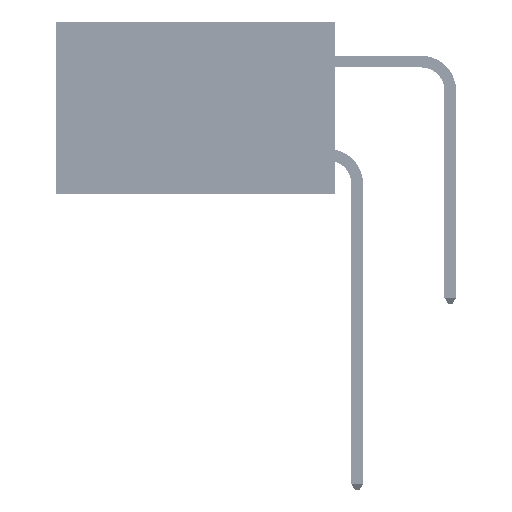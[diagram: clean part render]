
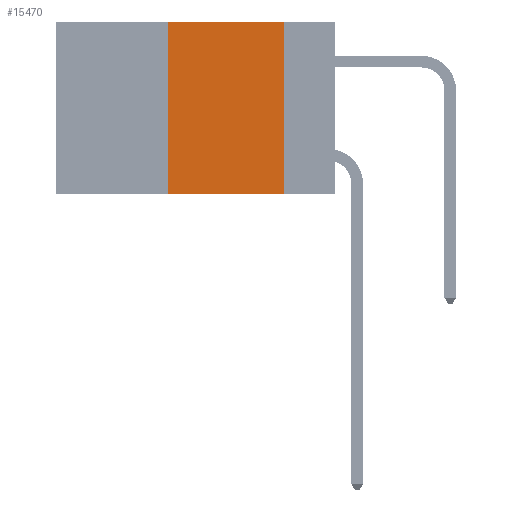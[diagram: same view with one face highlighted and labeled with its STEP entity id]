
A CAD part, left-side view. The second image highlights one B-rep face of the part: STEP entity #15470.
In plain terms, the highlighted planar face has unit normal (-1, 0, 0).
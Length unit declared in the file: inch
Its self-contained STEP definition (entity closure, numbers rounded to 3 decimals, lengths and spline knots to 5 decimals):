
#920 = ORIENTED_EDGE ( 'NONE', *, *, #33403, .T. ) ;
#2636 = VECTOR ( 'NONE', #36548, 39.37008 ) ;
#3310 = LINE ( 'NONE', #12257, #32299 ) ;
#3383 = VERTEX_POINT ( 'NONE', #50214 ) ;
#6804 = EDGE_LOOP ( 'NONE', ( #9803, #44573, #41750, #920 ) ) ;
#9306 = DIRECTION ( 'NONE',  ( 0., 0., -1. ) ) ;
#9803 = ORIENTED_EDGE ( 'NONE', *, *, #47366, .F. ) ;
#10743 = DIRECTION ( 'NONE',  ( 0., 0., 1. ) ) ;
#12257 = CARTESIAN_POINT ( 'NONE',  ( 0., 0.6, 0. ) ) ;
#13377 = EDGE_CURVE ( 'NONE', #50367, #3383, #3310, .T. ) ;
#13849 = DIRECTION ( 'NONE',  ( 0., -1., 0. ) ) ;
#15047 = CARTESIAN_POINT ( 'NONE',  ( 0., 0.36, 0. ) ) ;
#15470 = ADVANCED_FACE ( 'NONE', ( #33326 ), #24984, .F. ) ;
#18652 = VECTOR ( 'NONE', #10743, 39.37008 ) ;
#23344 = VERTEX_POINT ( 'NONE', #24863 ) ;
#24863 = CARTESIAN_POINT ( 'NONE',  ( 0., 0.11, -0.37 ) ) ;
#24984 = PLANE ( 'NONE',  #43743 ) ;
#27016 = LINE ( 'NONE', #48638, #46715 ) ;
#28417 = DIRECTION ( 'NONE',  ( 0., -1., 0. ) ) ;
#30916 = EDGE_CURVE ( 'NONE', #49671, #50367, #40821, .T. ) ;
#32299 = VECTOR ( 'NONE', #28417, 39.37008 ) ;
#33083 = CARTESIAN_POINT ( 'NONE',  ( 0., 0.6, 0. ) ) ;
#33326 = FACE_OUTER_BOUND ( 'NONE', #6804, .T. ) ;
#33403 = EDGE_CURVE ( 'NONE', #49671, #23344, #27016, .T. ) ;
#34333 = CARTESIAN_POINT ( 'NONE',  ( 0., 0.36, 0. ) ) ;
#36548 = DIRECTION ( 'NONE',  ( 0., 0., -1. ) ) ;
#37030 = DIRECTION ( 'NONE',  ( 1., 0., 0. ) ) ;
#40821 = LINE ( 'NONE', #34333, #18652 ) ;
#41005 = CARTESIAN_POINT ( 'NONE',  ( 0., 0.11, 0. ) ) ;
#41750 = ORIENTED_EDGE ( 'NONE', *, *, #30916, .F. ) ;
#43743 = AXIS2_PLACEMENT_3D ( 'NONE', #33083, #37030, #9306 ) ;
#43954 = LINE ( 'NONE', #41005, #2636 ) ;
#44573 = ORIENTED_EDGE ( 'NONE', *, *, #13377, .F. ) ;
#45924 = CARTESIAN_POINT ( 'NONE',  ( 0., 0.36, -0.37 ) ) ;
#46715 = VECTOR ( 'NONE', #13849, 39.37008 ) ;
#47366 = EDGE_CURVE ( 'NONE', #3383, #23344, #43954, .T. ) ;
#48638 = CARTESIAN_POINT ( 'NONE',  ( 0., 0.6, -0.37 ) ) ;
#49671 = VERTEX_POINT ( 'NONE', #45924 ) ;
#50214 = CARTESIAN_POINT ( 'NONE',  ( 0., 0.11, 0. ) ) ;
#50367 = VERTEX_POINT ( 'NONE', #15047 ) ;
